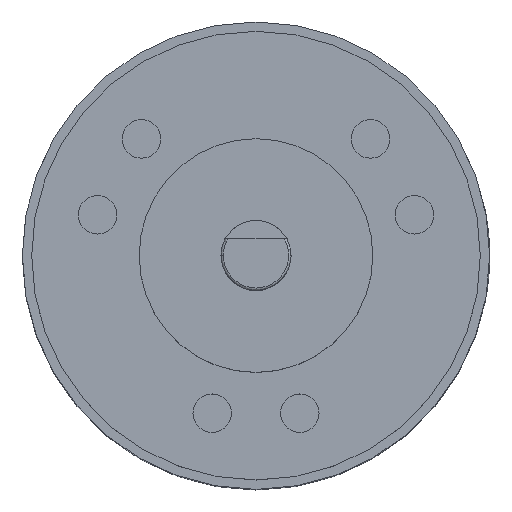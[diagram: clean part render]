
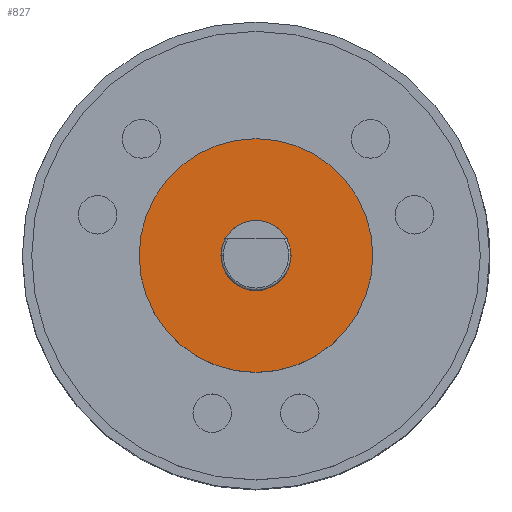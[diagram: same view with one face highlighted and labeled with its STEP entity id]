
A CAD part, top view. The second image highlights one B-rep face of the part: STEP entity #827.
In plain terms, the highlighted planar face has unit normal (0, 0, 1).
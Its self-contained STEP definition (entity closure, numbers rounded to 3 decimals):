
#183 = CYLINDRICAL_SURFACE('',#184,3.);
#184 = AXIS2_PLACEMENT_3D('',#185,#186,#187);
#185 = CARTESIAN_POINT('',(0.,0.,5.));
#186 = DIRECTION('',(0.,0.,-1.));
#187 = DIRECTION('',(-1.,0.,0.));
#419 = CYLINDRICAL_SURFACE('',#420,10.);
#420 = AXIS2_PLACEMENT_3D('',#421,#422,#423);
#421 = CARTESIAN_POINT('',(0.,0.,0.));
#422 = DIRECTION('',(0.,0.,1.));
#423 = DIRECTION('',(-1.,0.,0.));
#591 = EDGE_CURVE('',#592,#592,#594,.T.);
#592 = VERTEX_POINT('',#593);
#593 = CARTESIAN_POINT('',(-3.,0.,5.));
#594 = SURFACE_CURVE('',#595,(#600,#607),.PCURVE_S1.);
#595 = CIRCLE('',#596,3.);
#596 = AXIS2_PLACEMENT_3D('',#597,#598,#599);
#597 = CARTESIAN_POINT('',(0.,0.,5.));
#598 = DIRECTION('',(0.,0.,1.));
#599 = DIRECTION('',(-1.,0.,0.));
#600 = PCURVE('',#183,#601);
#601 = DEFINITIONAL_REPRESENTATION('',(#602),#606);
#602 = LINE('',#603,#604);
#603 = CARTESIAN_POINT('',(-0.,0.));
#604 = VECTOR('',#605,1.);
#605 = DIRECTION('',(-1.,0.));
#606 = ( GEOMETRIC_REPRESENTATION_CONTEXT(2) 
PARAMETRIC_REPRESENTATION_CONTEXT() REPRESENTATION_CONTEXT('2D SPACE',''
  ) );
#607 = PCURVE('',#608,#613);
#608 = PLANE('',#609);
#609 = AXIS2_PLACEMENT_3D('',#610,#611,#612);
#610 = CARTESIAN_POINT('',(0.,0.,5.));
#611 = DIRECTION('',(0.,0.,1.));
#612 = DIRECTION('',(-1.,0.,0.));
#613 = DEFINITIONAL_REPRESENTATION('',(#614),#618);
#614 = CIRCLE('',#615,3.);
#615 = AXIS2_PLACEMENT_2D('',#616,#617);
#616 = CARTESIAN_POINT('',(0.,0.));
#617 = DIRECTION('',(1.,0.));
#618 = ( GEOMETRIC_REPRESENTATION_CONTEXT(2) 
PARAMETRIC_REPRESENTATION_CONTEXT() REPRESENTATION_CONTEXT('2D SPACE',''
  ) );
#783 = VERTEX_POINT('',#784);
#784 = CARTESIAN_POINT('',(-10.,0.,5.));
#805 = EDGE_CURVE('',#783,#783,#806,.T.);
#806 = SURFACE_CURVE('',#807,(#812,#819),.PCURVE_S1.);
#807 = CIRCLE('',#808,10.);
#808 = AXIS2_PLACEMENT_3D('',#809,#810,#811);
#809 = CARTESIAN_POINT('',(0.,0.,5.));
#810 = DIRECTION('',(0.,0.,1.));
#811 = DIRECTION('',(-1.,0.,0.));
#812 = PCURVE('',#419,#813);
#813 = DEFINITIONAL_REPRESENTATION('',(#814),#818);
#814 = LINE('',#815,#816);
#815 = CARTESIAN_POINT('',(0.,5.));
#816 = VECTOR('',#817,1.);
#817 = DIRECTION('',(1.,0.));
#818 = ( GEOMETRIC_REPRESENTATION_CONTEXT(2) 
PARAMETRIC_REPRESENTATION_CONTEXT() REPRESENTATION_CONTEXT('2D SPACE',''
  ) );
#819 = PCURVE('',#608,#820);
#820 = DEFINITIONAL_REPRESENTATION('',(#821),#825);
#821 = CIRCLE('',#822,10.);
#822 = AXIS2_PLACEMENT_2D('',#823,#824);
#823 = CARTESIAN_POINT('',(0.,0.));
#824 = DIRECTION('',(1.,0.));
#825 = ( GEOMETRIC_REPRESENTATION_CONTEXT(2) 
PARAMETRIC_REPRESENTATION_CONTEXT() REPRESENTATION_CONTEXT('2D SPACE',''
  ) );
#827 = ADVANCED_FACE('',(#828,#831),#608,.T.);
#828 = FACE_BOUND('',#829,.T.);
#829 = EDGE_LOOP('',(#830));
#830 = ORIENTED_EDGE('',*,*,#805,.T.);
#831 = FACE_BOUND('',#832,.T.);
#832 = EDGE_LOOP('',(#833));
#833 = ORIENTED_EDGE('',*,*,#591,.F.);
